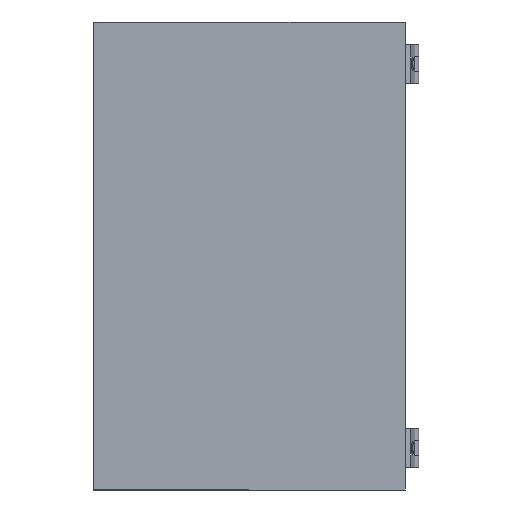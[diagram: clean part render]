
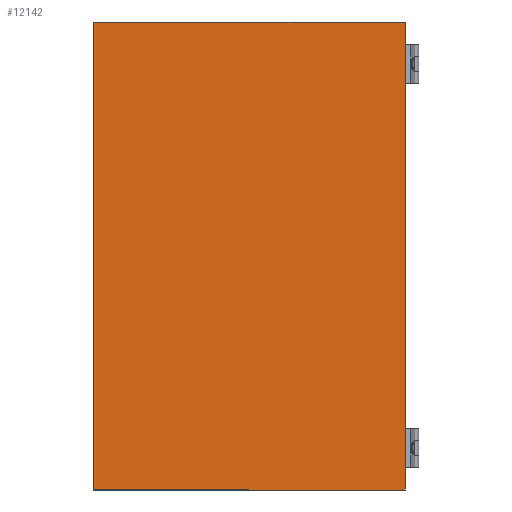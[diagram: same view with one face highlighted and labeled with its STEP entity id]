
A CAD part, front view. The second image highlights one B-rep face of the part: STEP entity #12142.
In plain terms, the highlighted planar face has unit normal (0, -1, 0).
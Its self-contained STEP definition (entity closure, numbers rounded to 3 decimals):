
#573 = CARTESIAN_POINT ( 'NONE',  ( 200., 0., 300. ) ) ;
#584 = VERTEX_POINT ( 'NONE', #13986 ) ;
#661 = VERTEX_POINT ( 'NONE', #6823 ) ;
#2458 = VERTEX_POINT ( 'NONE', #13707 ) ;
#3402 = LINE ( 'NONE', #10703, #4382 ) ;
#3705 = CARTESIAN_POINT ( 'NONE',  ( 0., 0., 0. ) ) ;
#3801 = CARTESIAN_POINT ( 'NONE',  ( 0., 0., 300. ) ) ;
#3910 = CARTESIAN_POINT ( 'NONE',  ( 0., 0., 300. ) ) ;
#4382 = VECTOR ( 'NONE', #16388, 1000. ) ;
#4652 = EDGE_LOOP ( 'NONE', ( #5368, #10989, #13575, #22966 ) ) ;
#5368 = ORIENTED_EDGE ( 'NONE', *, *, #8839, .F. ) ;
#6823 = CARTESIAN_POINT ( 'NONE',  ( 200., 0., 300. ) ) ;
#6906 = EDGE_CURVE ( 'NONE', #11387, #661, #10982, .T. ) ;
#7740 = PLANE ( 'NONE',  #19752 ) ;
#7867 = DIRECTION ( 'NONE',  ( 0., -1., 0. ) ) ;
#8303 = VECTOR ( 'NONE', #22171, 1000. ) ;
#8839 = EDGE_CURVE ( 'NONE', #584, #2458, #3402, .T. ) ;
#9329 = DIRECTION ( 'NONE',  ( 1., 0., 0. ) ) ;
#10703 = CARTESIAN_POINT ( 'NONE',  ( 200., 0., 0. ) ) ;
#10982 = LINE ( 'NONE', #3801, #17622 ) ;
#10989 = ORIENTED_EDGE ( 'NONE', *, *, #21170, .F. ) ;
#11387 = VERTEX_POINT ( 'NONE', #3910 ) ;
#11823 = VECTOR ( 'NONE', #21605, 1000. ) ;
#12142 = ADVANCED_FACE ( 'NONE', ( #17264 ), #7740, .T. ) ;
#12745 = EDGE_CURVE ( 'NONE', #2458, #11387, #21502, .T. ) ;
#13575 = ORIENTED_EDGE ( 'NONE', *, *, #6906, .F. ) ;
#13707 = CARTESIAN_POINT ( 'NONE',  ( 0., 0., 0. ) ) ;
#13986 = CARTESIAN_POINT ( 'NONE',  ( 200., 0., 0. ) ) ;
#15490 = CARTESIAN_POINT ( 'NONE',  ( 0., 0., 0. ) ) ;
#16388 = DIRECTION ( 'NONE',  ( -1., 0., 0. ) ) ;
#16919 = LINE ( 'NONE', #573, #8303 ) ;
#17264 = FACE_OUTER_BOUND ( 'NONE', #4652, .T. ) ;
#17622 = VECTOR ( 'NONE', #9329, 1000. ) ;
#19752 = AXIS2_PLACEMENT_3D ( 'NONE', #15490, #7867, #20600 ) ;
#20600 = DIRECTION ( 'NONE',  ( 0., 0., -1. ) ) ;
#21170 = EDGE_CURVE ( 'NONE', #661, #584, #16919, .T. ) ;
#21502 = LINE ( 'NONE', #3705, #11823 ) ;
#21605 = DIRECTION ( 'NONE',  ( 0., 0., 1. ) ) ;
#22171 = DIRECTION ( 'NONE',  ( 0., 0., -1. ) ) ;
#22966 = ORIENTED_EDGE ( 'NONE', *, *, #12745, .F. ) ;
